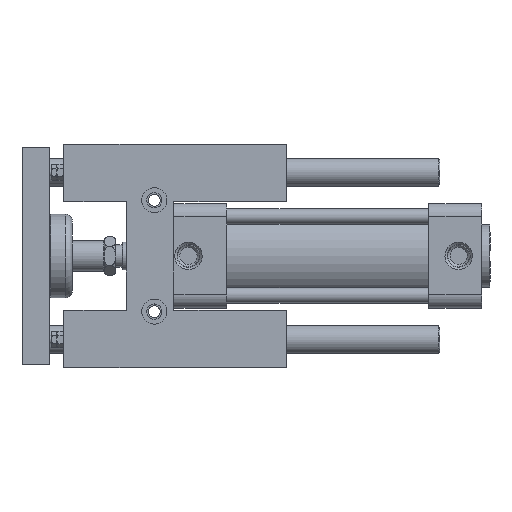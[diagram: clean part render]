
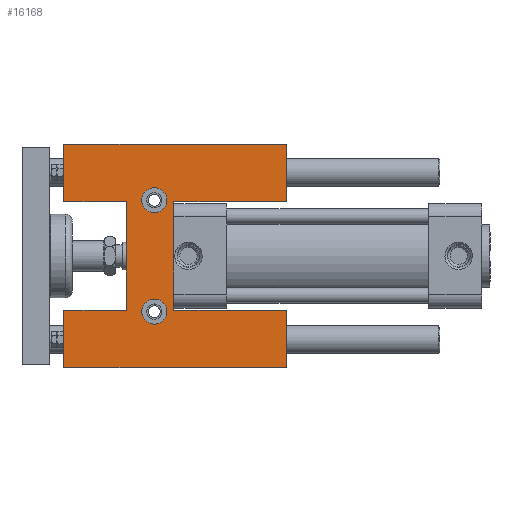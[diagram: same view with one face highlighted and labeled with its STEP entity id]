
A CAD part, top view. The second image highlights one B-rep face of the part: STEP entity #16168.
In plain terms, the highlighted planar face has unit normal (0, 0, 1).
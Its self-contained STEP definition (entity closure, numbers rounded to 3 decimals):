
#5408=CARTESIAN_POINT('',(190.,-39.,39.));
#5409=VERTEX_POINT('Vertex205',#5408);
#5410=CARTESIAN_POINT('',(190.,-80.,39.));
#5411=VERTEX_POINT('Vertex204',#5410);
#5412=CARTESIAN_POINT('',(190.,-59.5,39.));
#5413=DIRECTION('',(0.,-1.,0.));
#5414=VECTOR('',#5413,1.);
#5415=LINE('nurbsCrv276',#5412,#5414);
#5416=EDGE_CURVE('Edge276',#5409,#5411,#5415,.T.);
#5468=CARTESIAN_POINT('',(30.,-80.,39.));
#5469=VERTEX_POINT('Vertex234',#5468);
#5470=CARTESIAN_POINT('',(30.,-39.,39.));
#5471=VERTEX_POINT('Vertex233',#5470);
#5472=CARTESIAN_POINT('',(30.,-59.5,39.));
#5473=DIRECTION('',(0.,1.,0.));
#5474=VECTOR('',#5473,1.);
#5475=LINE('nurbsCrv305',#5472,#5474);
#5476=EDGE_CURVE('Edge305',#5469,#5471,#5475,.T.);
#5750=CARTESIAN_POINT('',(190.,80.,39.));
#5751=VERTEX_POINT('Vertex239',#5750);
#5752=CARTESIAN_POINT('',(190.,39.,39.));
#5753=VERTEX_POINT('Vertex238',#5752);
#5754=CARTESIAN_POINT('',(190.,59.5,39.));
#5755=DIRECTION('',(0.,-1.,0.));
#5756=VECTOR('',#5755,1.);
#5757=LINE('nurbsCrv310',#5754,#5756);
#5758=EDGE_CURVE('Edge310',#5751,#5753,#5757,.T.);
#5810=CARTESIAN_POINT('',(30.,39.,39.));
#5811=VERTEX_POINT('Vertex268',#5810);
#5812=CARTESIAN_POINT('',(30.,80.,39.));
#5813=VERTEX_POINT('Vertex267',#5812);
#5814=CARTESIAN_POINT('',(30.,59.5,39.));
#5815=DIRECTION('',(0.,1.,0.));
#5816=VECTOR('',#5815,1.);
#5817=LINE('nurbsCrv339',#5814,#5816);
#5818=EDGE_CURVE('Edge339',#5811,#5813,#5817,.T.);
#15131=CARTESIAN_POINT('',(75.,39.,39.));
#15132=VERTEX_POINT('Vertex576',#15131);
#15133=CARTESIAN_POINT('',(52.5,39.,39.));
#15134=DIRECTION('',(-1.,0.,0.));
#15135=VECTOR('',#15134,1.);
#15136=LINE('nurbsCrv784',#15133,#15135);
#15137=EDGE_CURVE('Edge784',#15132,#5811,#15136,.T.);
#15492=CARTESIAN_POINT('',(110.,80.,39.));
#15493=DIRECTION('',(1.,0.,0.));
#15494=VECTOR('',#15493,1.);
#15495=LINE('nurbsCrv803',#15492,#15494);
#15496=EDGE_CURVE('Edge803',#5813,#5751,#15495,.T.);
#15530=CARTESIAN_POINT('',(109.,39.,39.));
#15531=VERTEX_POINT('Vertex581',#15530);
#15532=CARTESIAN_POINT('',(149.5,39.,39.));
#15533=DIRECTION('',(-1.,0.,0.));
#15534=VECTOR('',#15533,1.);
#15535=LINE('nurbsCrv805',#15532,#15534);
#15536=EDGE_CURVE('Edge805',#5753,#15531,#15535,.T.);
#15572=CARTESIAN_POINT('',(109.,-39.,39.));
#15573=VERTEX_POINT('Vertex583',#15572);
#15574=CARTESIAN_POINT('',(109.,0.,39.));
#15575=DIRECTION('',(0.,-1.,0.));
#15576=VECTOR('',#15575,1.);
#15577=LINE('nurbsCrv808',#15574,#15576);
#15578=EDGE_CURVE('Edge808',#15531,#15573,#15577,.T.);
#15613=CARTESIAN_POINT('',(75.,-39.,39.));
#15614=VERTEX_POINT('Vertex585',#15613);
#15615=CARTESIAN_POINT('',(75.,0.,39.));
#15616=DIRECTION('',(0.,1.,0.));
#15617=VECTOR('',#15616,1.);
#15618=LINE('nurbsCrv811',#15615,#15617);
#15619=EDGE_CURVE('Edge811',#15614,#15132,#15618,.T.);
#15651=CARTESIAN_POINT('',(86.,-40.,39.));
#15652=VERTEX_POINT('Vertex587',#15651);
#15653=CARTESIAN_POINT('',(95.,-40.,39.));
#15654=DIRECTION('',(0.,0.,-1.));
#15655=DIRECTION('',(-1.,0.,0.));
#15656=AXIS2_PLACEMENT_3D('',#15653,#15654,#15655);
#15657=CIRCLE('nurbsCrv814',#15656,9.);
#15658=EDGE_CURVE('Edge814',#15652,#15652,#15657,.T.);
#15870=CARTESIAN_POINT('',(52.5,-39.,39.));
#15871=DIRECTION('',(1.,0.,0.));
#15872=VECTOR('',#15871,1.);
#15873=LINE('nurbsCrv821',#15870,#15872);
#15874=EDGE_CURVE('Edge821',#5471,#15614,#15873,.T.);
#15895=CARTESIAN_POINT('',(86.,40.,39.));
#15896=VERTEX_POINT('Vertex589',#15895);
#15897=CARTESIAN_POINT('',(95.,40.,39.));
#15898=DIRECTION('',(0.,0.,-1.));
#15899=DIRECTION('',(-1.,0.,0.));
#15900=AXIS2_PLACEMENT_3D('',#15897,#15898,#15899);
#15901=CIRCLE('nurbsCrv823',#15900,9.);
#15902=EDGE_CURVE('Edge823',#15896,#15896,#15901,.T.);
#16093=CARTESIAN_POINT('',(149.5,-39.,39.));
#16094=DIRECTION('',(1.,0.,0.));
#16095=VECTOR('',#16094,1.);
#16096=LINE('nurbsCrv830',#16093,#16095);
#16097=EDGE_CURVE('Edge830',#15573,#5409,#16096,.T.);
#16110=CARTESIAN_POINT('',(110.,-80.,39.));
#16111=DIRECTION('',(-1.,0.,0.));
#16112=VECTOR('',#16111,1.);
#16113=LINE('nurbsCrv831',#16110,#16112);
#16114=EDGE_CURVE('Edge831',#5411,#5469,#16113,.T.);
#16143=ORIENTED_EDGE('Edgeuse1652',*,*,#5758,.F.);
#16144=ORIENTED_EDGE('Edgeuse1653',*,*,#15496,.F.);
#16145=ORIENTED_EDGE('Edgeuse1654',*,*,#5818,.F.);
#16146=ORIENTED_EDGE('Edgeuse1655',*,*,#15137,.F.);
#16147=ORIENTED_EDGE('Edgeuse1656',*,*,#15619,.F.);
#16148=ORIENTED_EDGE('Edgeuse1657',*,*,#15874,.F.);
#16149=ORIENTED_EDGE('Edgeuse1658',*,*,#5476,.F.);
#16150=ORIENTED_EDGE('Edgeuse1659',*,*,#16114,.F.);
#16151=ORIENTED_EDGE('Edgeuse1660',*,*,#5416,.F.);
#16152=ORIENTED_EDGE('Edgeuse1661',*,*,#16097,.F.);
#16153=ORIENTED_EDGE('Edgeuse1662',*,*,#15578,.F.);
#16154=ORIENTED_EDGE('Edgeuse1663',*,*,#15536,.F.);
#16155=EDGE_LOOP('',(#16143,#16144,#16145,#16146,#16147,#16148,#16149,#16150,
#16151,#16152,#16153,#16154));
#16156=FACE_OUTER_BOUND('',#16155,.T.);
#16157=ORIENTED_EDGE('Edgeuse1650',*,*,#15902,.T.);
#16158=EDGE_LOOP('',(#16157));
#16159=FACE_BOUND('',#16158,.T.);
#16160=ORIENTED_EDGE('Edgeuse1651',*,*,#15658,.T.);
#16161=EDGE_LOOP('',(#16160));
#16162=FACE_BOUND('',#16161,.T.);
#16163=CARTESIAN_POINT('',(110.,0.,39.));
#16164=DIRECTION('',(0.,0.,1.));
#16165=DIRECTION('',(-1.,0.,0.));
#16166=AXIS2_PLACEMENT_3D('',#16163,#16164,#16165);
#16167=PLANE('nurbsSrf352',#16166);
#16168=ADVANCED_FACE('Face352',(#16156,#16159,#16162),#16167,.T.);
